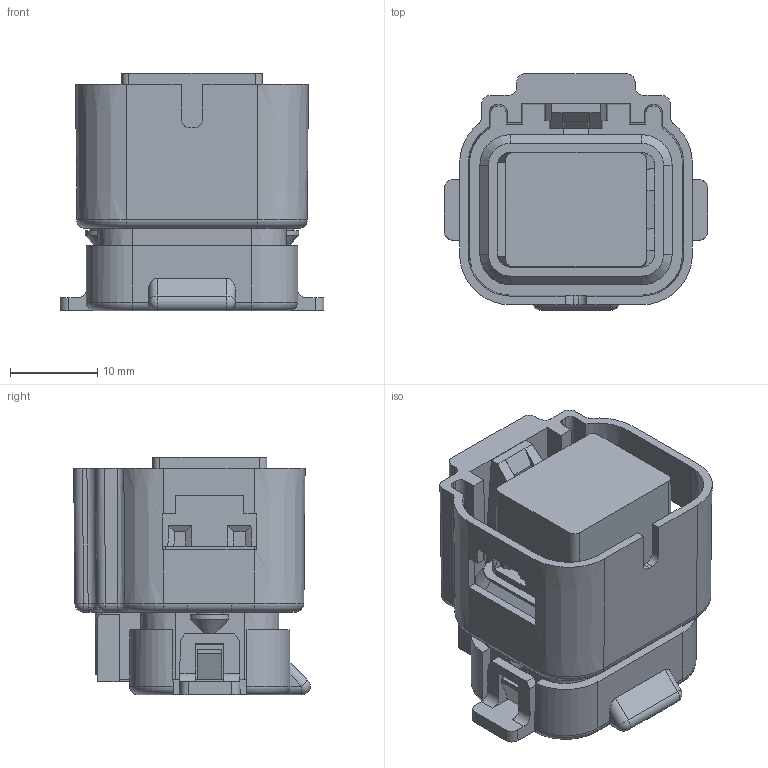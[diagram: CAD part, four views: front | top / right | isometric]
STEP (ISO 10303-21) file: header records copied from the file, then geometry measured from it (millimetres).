
FILE_DESCRIPTION(/* description */ (''),/* implementation_level */ '2;1');
FILE_NAME(/* name */ '33269315.stp',/* time_stamp */ '2024-01-26T15:23:03+08:00',/* author */ (''),/* organization */ (''),/* preprocessor_version */ 'ST-DEVELOPER v16',/* originating_system */ 'SIEMENS PLM Software NX 11.0',/* authorisation */ '');
FILE_SCHEMA (('AUTOMOTIVE_DESIGN { 1 0 10303 214 3 1 1 1 }'));
Length unit declared in the file: millimetre
Products named in the file (1): 33269315-ENV11_01-CONN
Bounding box: 30.28 x 27.17 x 27.3 mm (x, y, z)
Volume: 11236.3 mm3; surface area: 7311 mm2
Topology: 1 solids, 1 shells, 457 faces, 1300 edges, 829 vertices
Faces by surface type: plane 320, cylinder 85, cone 26, bspline 12, torus 8, sphere 6
Entity records: 16234 total; most frequent: CARTESIAN_POINT 4393, ORIENTED_EDGE 2584, DIRECTION 2334, EDGE_CURVE 1292, LINE 966, VECTOR 966, VERTEX_POINT 827, AXIS2_PLACEMENT_3D 684
